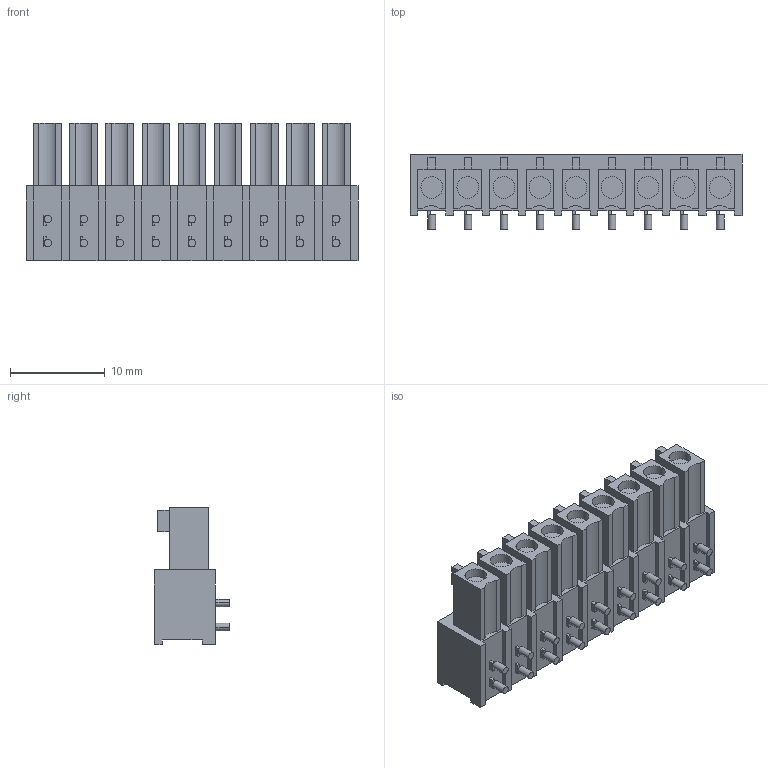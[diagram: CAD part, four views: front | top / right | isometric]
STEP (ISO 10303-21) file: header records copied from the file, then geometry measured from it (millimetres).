
FILE_DESCRIPTION(('CATIA V5 STEP Exchange','CAx-IF Rec.Pracs.--- Model Styling and Organization---1.2---2011-12-15'),'2;1');
FILE_NAME ('D1460854_0_1974880000_1974880000.stp','2016-12-07T15:25:24+00:00',('none'),('Weidmueller'),'CATIA Version 5-6 Release 2014','CATIA V5 STEP AP214','none');
FILE_SCHEMA(('AUTOMOTIVE_DESIGN { 1 0 10303 214 1 1 1 1 }'));
Length unit declared in the file: millimetre
Products named in the file (1): 1974880000_S
Bounding box: 35.08 x 7.95 x 14.5 mm (x, y, z)
Volume: 2233.4 mm3; surface area: 2408.1 mm2
Topology: 19 solids, 19 shells, 505 faces, 1241 edges, 819 vertices
Faces by surface type: plane 424, cylinder 81
Entity records: 13174 total; most frequent: ORIENTED_EDGE 2482, CARTESIAN_POINT 2414, DIRECTION 1641, EDGE_CURVE 1241, VECTOR 1025, LINE 1025, VERTEX_POINT 819, EDGE_LOOP 550
